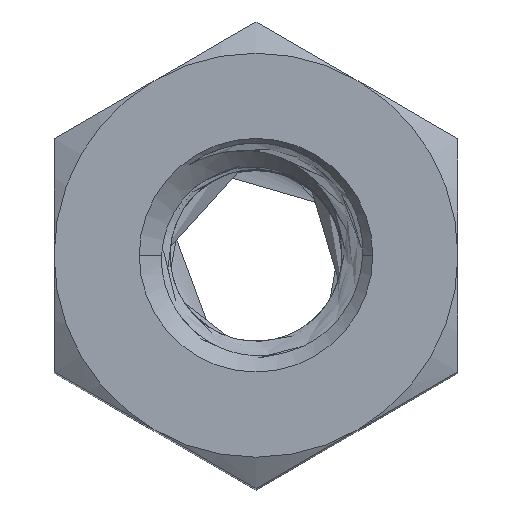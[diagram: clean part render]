
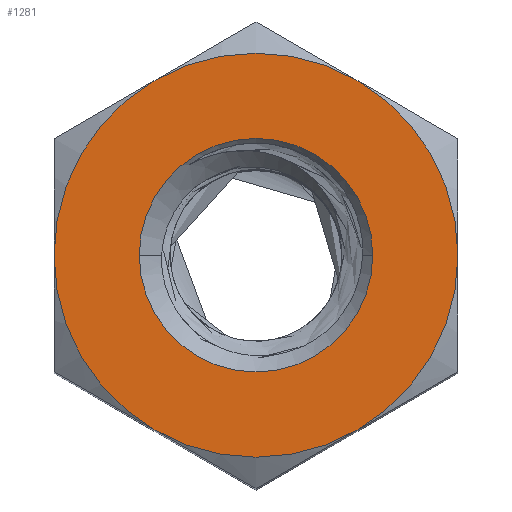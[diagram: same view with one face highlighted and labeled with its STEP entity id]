
A CAD part, top view. The second image highlights one B-rep face of the part: STEP entity #1281.
In plain terms, the highlighted planar face has unit normal (0, 0, 1).
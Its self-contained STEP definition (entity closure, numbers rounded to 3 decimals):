
#19=FACE_BOUND('',#248,.T.);
#21=PLANE('',#1371);
#174=FACE_OUTER_BOUND('',#247,.T.);
#247=EDGE_LOOP('',(#1115,#1116,#1117,#1118,#1119,#1120));
#248=EDGE_LOOP('',(#1121,#1122));
#272=CIRCLE('',#1320,1.301);
#277=CIRCLE('',#1372,2.25);
#278=CIRCLE('',#1373,2.25);
#279=CIRCLE('',#1374,2.25);
#280=CIRCLE('',#1375,2.25);
#281=CIRCLE('',#1376,2.25);
#282=CIRCLE('',#1377,2.25);
#283=CIRCLE('',#1378,1.301);
#483=VERTEX_POINT('',#1660);
#484=VERTEX_POINT('',#1662);
#587=VERTEX_POINT('',#7700);
#588=VERTEX_POINT('',#7701);
#589=VERTEX_POINT('',#7703);
#590=VERTEX_POINT('',#7705);
#591=VERTEX_POINT('',#7707);
#592=VERTEX_POINT('',#7709);
#613=EDGE_CURVE('',#484,#483,#272,.T.);
#769=EDGE_CURVE('',#587,#588,#277,.T.);
#770=EDGE_CURVE('',#589,#587,#278,.T.);
#771=EDGE_CURVE('',#590,#589,#279,.T.);
#772=EDGE_CURVE('',#591,#590,#280,.T.);
#773=EDGE_CURVE('',#592,#591,#281,.T.);
#774=EDGE_CURVE('',#588,#592,#282,.T.);
#775=EDGE_CURVE('',#483,#484,#283,.T.);
#1115=ORIENTED_EDGE('',*,*,#769,.F.);
#1116=ORIENTED_EDGE('',*,*,#770,.F.);
#1117=ORIENTED_EDGE('',*,*,#771,.F.);
#1118=ORIENTED_EDGE('',*,*,#772,.F.);
#1119=ORIENTED_EDGE('',*,*,#773,.F.);
#1120=ORIENTED_EDGE('',*,*,#774,.F.);
#1121=ORIENTED_EDGE('',*,*,#613,.T.);
#1122=ORIENTED_EDGE('',*,*,#775,.T.);
#1281=ADVANCED_FACE('',(#174,#19),#21,.T.);
#1320=AXIS2_PLACEMENT_3D('',#1663,#1415,#1416);
#1371=AXIS2_PLACEMENT_3D('',#7699,#1565,#1566);
#1372=AXIS2_PLACEMENT_3D('',#7702,#1567,#1568);
#1373=AXIS2_PLACEMENT_3D('',#7704,#1569,#1570);
#1374=AXIS2_PLACEMENT_3D('',#7706,#1571,#1572);
#1375=AXIS2_PLACEMENT_3D('',#7708,#1573,#1574);
#1376=AXIS2_PLACEMENT_3D('',#7710,#1575,#1576);
#1377=AXIS2_PLACEMENT_3D('',#7711,#1577,#1578);
#1378=AXIS2_PLACEMENT_3D('',#7712,#1579,#1580);
#1415=DIRECTION('center_axis',(0.,0.,-1.));
#1416=DIRECTION('ref_axis',(-1.,0.,0.));
#1565=DIRECTION('center_axis',(0.,0.,1.));
#1566=DIRECTION('ref_axis',(1.,0.,0.));
#1567=DIRECTION('center_axis',(0.,0.,-1.));
#1568=DIRECTION('ref_axis',(-1.,0.,0.));
#1569=DIRECTION('center_axis',(0.,0.,-1.));
#1570=DIRECTION('ref_axis',(-1.,0.,0.));
#1571=DIRECTION('center_axis',(0.,0.,-1.));
#1572=DIRECTION('ref_axis',(-1.,0.,0.));
#1573=DIRECTION('center_axis',(0.,0.,-1.));
#1574=DIRECTION('ref_axis',(-1.,0.,0.));
#1575=DIRECTION('center_axis',(0.,0.,-1.));
#1576=DIRECTION('ref_axis',(-1.,0.,0.));
#1577=DIRECTION('center_axis',(0.,0.,-1.));
#1578=DIRECTION('ref_axis',(-1.,0.,0.));
#1579=DIRECTION('center_axis',(0.,0.,-1.));
#1580=DIRECTION('ref_axis',(-1.,0.,0.));
#1660=CARTESIAN_POINT('',(1.301,0.,5.));
#1662=CARTESIAN_POINT('',(-1.301,0.,5.));
#1663=CARTESIAN_POINT('Origin',(0.,0.,5.));
#7699=CARTESIAN_POINT('Origin',(0.,2.598,
5.));
#7700=CARTESIAN_POINT('',(2.25,0.,5.));
#7701=CARTESIAN_POINT('',(1.125,-1.949,5.));
#7702=CARTESIAN_POINT('Origin',(0.,0.,5.));
#7703=CARTESIAN_POINT('',(1.125,1.949,5.));
#7704=CARTESIAN_POINT('Origin',(0.,0.,5.));
#7705=CARTESIAN_POINT('',(-1.125,1.949,5.));
#7706=CARTESIAN_POINT('Origin',(0.,0.,5.));
#7707=CARTESIAN_POINT('',(-2.25,0.,5.));
#7708=CARTESIAN_POINT('Origin',(0.,0.,5.));
#7709=CARTESIAN_POINT('',(-1.125,-1.949,5.));
#7710=CARTESIAN_POINT('Origin',(0.,0.,5.));
#7711=CARTESIAN_POINT('Origin',(0.,0.,5.));
#7712=CARTESIAN_POINT('Origin',(0.,0.,5.));
